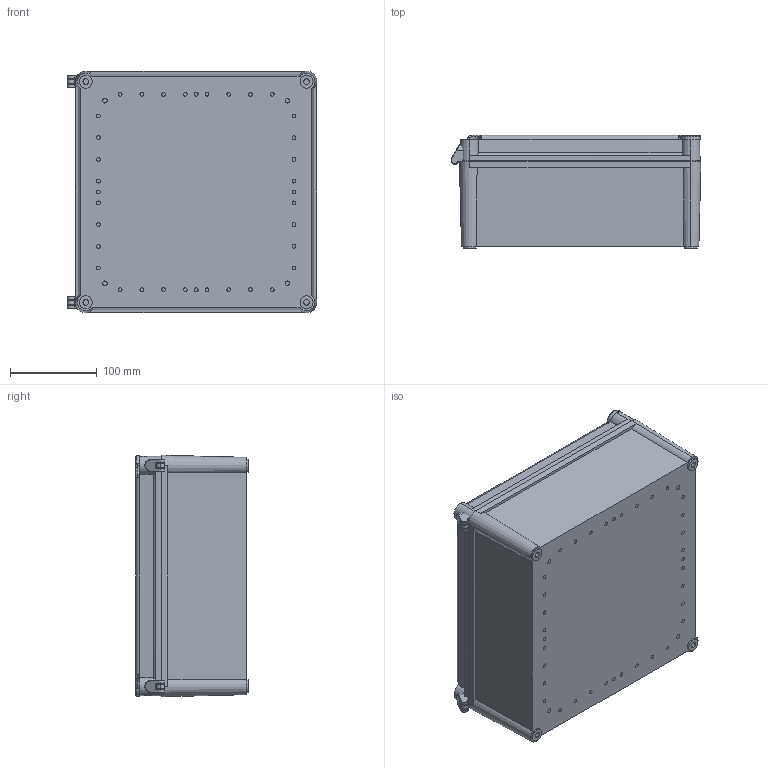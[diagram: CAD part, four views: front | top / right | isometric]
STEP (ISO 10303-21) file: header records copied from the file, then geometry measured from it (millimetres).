
FILE_DESCRIPTION (( 'STEP AP214' ), '1' );
FILE_NAME ('2539549_FIBOX_Solid_ABS2828_13T_2FSH.STEP', '2023-02-17T06:05:27', ( 'fiboxadmin' ), ( '' ), 'SwSTEP 2.0', 'SolidWorks 2021', '' );
FILE_SCHEMA (( 'AUTOMOTIVE_DESIGN' ));
Length unit declared in the file: millimetre
Products named in the file (5): CS 10256 Cross head screw; FSH Hinge; 2539549_FIBOX_Solid_ABS2828_13T_2FSH; Fibox_Solid_2828_B; FIBOX_EKO30C
Assembly tree (6 placements, depth 2):
  2539549_FIBOX_Solid_ABS2828_13T_2FSH
    Fibox_Solid_2828_B
    FIBOX_EKO30C
    CS 10256 Cross head screw  x2
    FSH Hinge  x2
Bounding box: 287.6 x 130 x 278 mm (x, y, z)
Volume: 1161362.9 mm3; surface area: 608014 mm2
Topology: 8 solids, 8 shells, 1096 faces, 2731 edges, 1757 vertices
Faces by surface type: plane 519, cylinder 428, cone 69, bspline 48, torus 32
Entity records: 30297 total; most frequent: CARTESIAN_POINT 6492, DIRECTION 4624, ORIENTED_EDGE 4448, EDGE_CURVE 2224, AXIS2_PLACEMENT_3D 1760, VERTEX_POINT 1442, VECTOR 1104, LINE 1104
